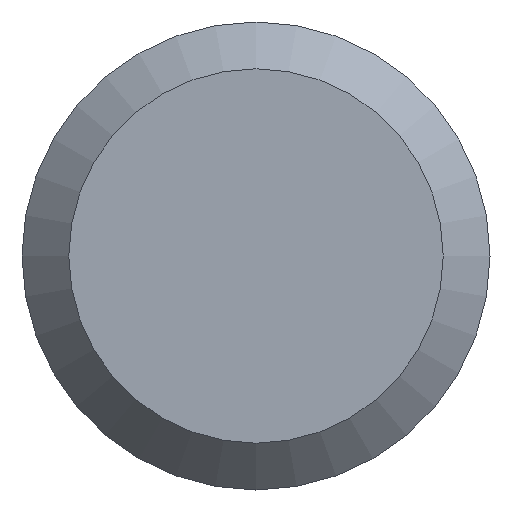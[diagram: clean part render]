
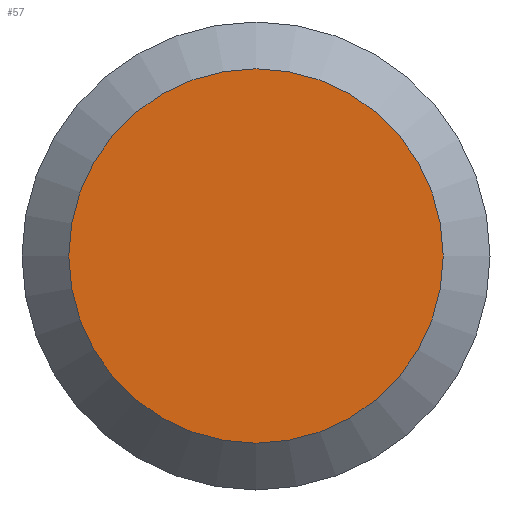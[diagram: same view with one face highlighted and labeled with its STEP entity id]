
A CAD part, left-side view. The second image highlights one B-rep face of the part: STEP entity #57.
In plain terms, the highlighted planar face has unit normal (-1, 0, 0).
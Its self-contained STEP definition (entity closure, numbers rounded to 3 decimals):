
#29 = ORIENTED_EDGE ( 'NONE', *, *, #193, .T. ) ;
#44 = PLANE ( 'NONE',  #167 ) ;
#57 = ADVANCED_FACE ( 'NONE', ( #66 ), #44, .F. ) ;
#60 = CARTESIAN_POINT ( 'NONE',  ( 0., 0., 0. ) ) ;
#63 = AXIS2_PLACEMENT_3D ( 'NONE', #60, #174, #74 ) ;
#66 = FACE_OUTER_BOUND ( 'NONE', #123, .T. ) ;
#74 = DIRECTION ( 'NONE',  ( 0., 0., -1. ) ) ;
#86 = DIRECTION ( 'NONE',  ( 1., 0., 0. ) ) ;
#118 = CIRCLE ( 'NONE', #63, 1.64 ) ;
#123 = EDGE_LOOP ( 'NONE', ( #29 ) ) ;
#131 = CARTESIAN_POINT ( 'NONE',  ( 0., 0., -1.64 ) ) ;
#167 = AXIS2_PLACEMENT_3D ( 'NONE', #198, #86, #185 ) ;
#174 = DIRECTION ( 'NONE',  ( -1., 0., 0. ) ) ;
#185 = DIRECTION ( 'NONE',  ( 0., 0., -1. ) ) ;
#193 = EDGE_CURVE ( 'NONE', #196, #196, #118, .T. ) ;
#196 = VERTEX_POINT ( 'NONE', #131 ) ;
#198 = CARTESIAN_POINT ( 'NONE',  ( 0., 2.05, 0. ) ) ;
